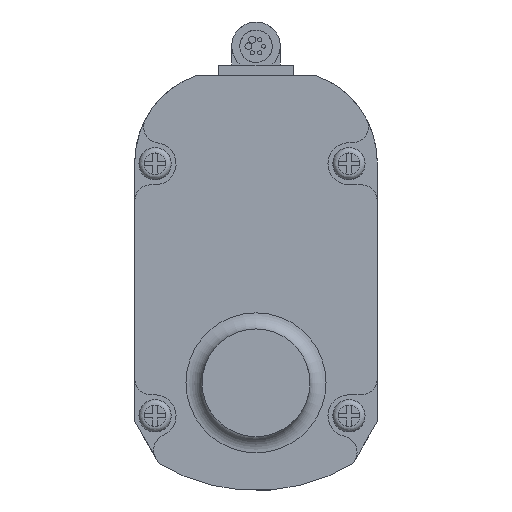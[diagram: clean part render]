
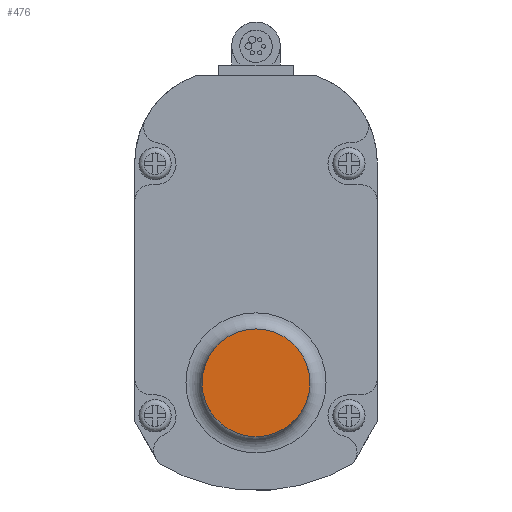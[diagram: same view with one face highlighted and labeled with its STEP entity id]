
A CAD part, left-side view. The second image highlights one B-rep face of the part: STEP entity #476.
In plain terms, the highlighted planar face has unit normal (-1, 0, 0).
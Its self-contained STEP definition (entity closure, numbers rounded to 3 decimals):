
#476 = ADVANCED_FACE( '', ( #1188 ), #1189, .F. );
#1188 = FACE_OUTER_BOUND( '', #2279, .T. );
#1189 = PLANE( '', #2280 );
#2279 = EDGE_LOOP( '', ( #3737 ) );
#2280 = AXIS2_PLACEMENT_3D( '', #3738, #3739, #3740 );
#3737 = ORIENTED_EDGE( '', *, *, #6337, .F. );
#3738 = CARTESIAN_POINT( '', ( -61., 0., -16.897 ) );
#3739 = DIRECTION( '', ( 1., 0., 0. ) );
#3740 = DIRECTION( '', ( 0., 0., -1. ) );
#6337 = EDGE_CURVE( '', #7587, #7587, #7588, .T. );
#7587 = VERTEX_POINT( '', #9654 );
#7588 = CIRCLE( '', #9655, 10. );
#9654 = CARTESIAN_POINT( '', ( -61., -10., -16.897 ) );
#9655 = AXIS2_PLACEMENT_3D( '', #11671, #11672, #11673 );
#11671 = CARTESIAN_POINT( '', ( -61., 0., -16.897 ) );
#11672 = DIRECTION( '', ( 1., 0., 0. ) );
#11673 = DIRECTION( '', ( 0., -1., 0. ) );
